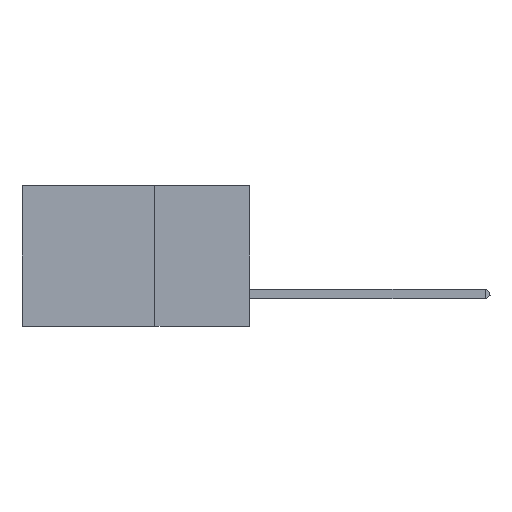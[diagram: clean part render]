
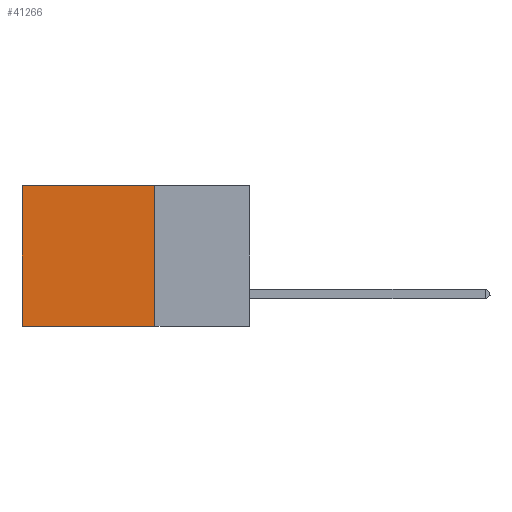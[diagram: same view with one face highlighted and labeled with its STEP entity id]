
A CAD part, left-side view. The second image highlights one B-rep face of the part: STEP entity #41266.
In plain terms, the highlighted planar face has unit normal (-1, 0, 0).
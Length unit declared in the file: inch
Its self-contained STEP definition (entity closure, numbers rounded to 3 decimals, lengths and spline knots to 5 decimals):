
#582 = CARTESIAN_POINT ( 'NONE',  ( 0.2875, 0.25, 0. ) ) ;
#1514 = DIRECTION ( 'NONE',  ( 0., 0., -1. ) ) ;
#2178 = ORIENTED_EDGE ( 'NONE', *, *, #4953, .T. ) ;
#4953 = EDGE_CURVE ( 'NONE', #35676, #5541, #20816, .T. ) ;
#5541 = VERTEX_POINT ( 'NONE', #23131 ) ;
#6893 = ORIENTED_EDGE ( 'NONE', *, *, #13511, .F. ) ;
#6920 = LINE ( 'NONE', #33675, #44903 ) ;
#8203 = DIRECTION ( 'NONE',  ( 0., 1., 0. ) ) ;
#8672 = FACE_OUTER_BOUND ( 'NONE', #19818, .T. ) ;
#11308 = PLANE ( 'NONE',  #38992 ) ;
#13511 = EDGE_CURVE ( 'NONE', #35676, #28469, #16005, .T. ) ;
#13904 = VECTOR ( 'NONE', #8203, 39.37008 ) ;
#14213 = VECTOR ( 'NONE', #1514, 39.37008 ) ;
#15489 = DIRECTION ( 'NONE',  ( 1., 0., 0. ) ) ;
#15656 = DIRECTION ( 'NONE',  ( 0., 0., -1. ) ) ;
#15907 = CARTESIAN_POINT ( 'NONE',  ( 0.2875, 0.25, 0. ) ) ;
#16005 = LINE ( 'NONE', #34113, #14213 ) ;
#16998 = ORIENTED_EDGE ( 'NONE', *, *, #28843, .T. ) ;
#17215 = LINE ( 'NONE', #32075, #41381 ) ;
#19818 = EDGE_LOOP ( 'NONE', ( #16998, #30290, #6893, #2178 ) ) ;
#20816 = LINE ( 'NONE', #15907, #13904 ) ;
#23131 = CARTESIAN_POINT ( 'NONE',  ( 0.2875, 0.6, 0. ) ) ;
#25961 = VERTEX_POINT ( 'NONE', #27134 ) ;
#27134 = CARTESIAN_POINT ( 'NONE',  ( 0.2875, 0.6, -0.37 ) ) ;
#28174 = CARTESIAN_POINT ( 'NONE',  ( 0.2875, 0.25, 0. ) ) ;
#28469 = VERTEX_POINT ( 'NONE', #41736 ) ;
#28843 = EDGE_CURVE ( 'NONE', #5541, #25961, #6920, .T. ) ;
#30290 = ORIENTED_EDGE ( 'NONE', *, *, #33334, .F. ) ;
#32075 = CARTESIAN_POINT ( 'NONE',  ( 0.2875, 0.25, -0.37 ) ) ;
#32709 = DIRECTION ( 'NONE',  ( 0., 1., 0. ) ) ;
#33334 = EDGE_CURVE ( 'NONE', #28469, #25961, #17215, .T. ) ;
#33675 = CARTESIAN_POINT ( 'NONE',  ( 0.2875, 0.6, 0. ) ) ;
#34113 = CARTESIAN_POINT ( 'NONE',  ( 0.2875, 0.25, 0. ) ) ;
#35676 = VERTEX_POINT ( 'NONE', #28174 ) ;
#38992 = AXIS2_PLACEMENT_3D ( 'NONE', #582, #15489, #15656 ) ;
#41266 = ADVANCED_FACE ( 'NONE', ( #8672 ), #11308, .F. ) ;
#41381 = VECTOR ( 'NONE', #32709, 39.37008 ) ;
#41736 = CARTESIAN_POINT ( 'NONE',  ( 0.2875, 0.25, -0.37 ) ) ;
#44903 = VECTOR ( 'NONE', #47350, 39.37008 ) ;
#47350 = DIRECTION ( 'NONE',  ( 0., 0., -1. ) ) ;
